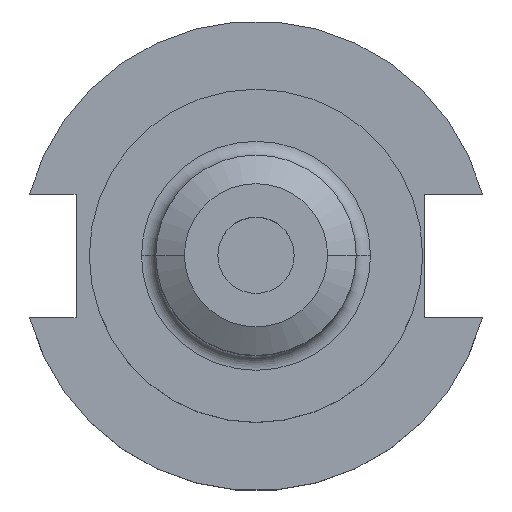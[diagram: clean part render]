
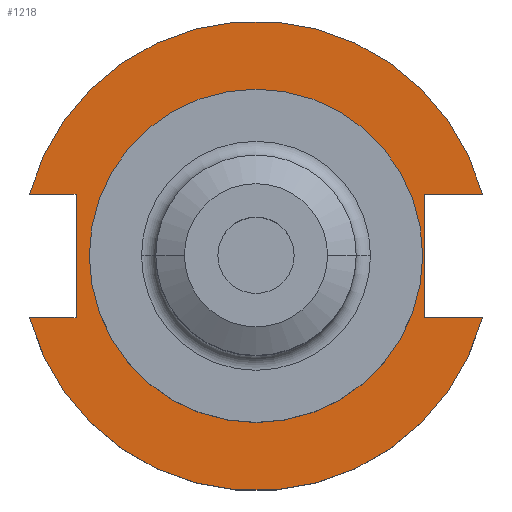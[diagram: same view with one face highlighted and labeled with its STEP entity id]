
A CAD part, top view. The second image highlights one B-rep face of the part: STEP entity #1218.
In plain terms, the highlighted planar face has unit normal (0, 0, 1).
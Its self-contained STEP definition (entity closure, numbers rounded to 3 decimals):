
#15 = ORIENTED_EDGE ( 'NONE', *, *, #1532, .F. ) ;
#36 = CIRCLE ( 'NONE', #1885, 49.212 ) ;
#37 = ORIENTED_EDGE ( 'NONE', *, *, #605, .F. ) ;
#55 = CIRCLE ( 'NONE', #1364, 49.212 ) ;
#69 = EDGE_LOOP ( 'NONE', ( #615, #1710 ) ) ;
#77 = EDGE_CURVE ( 'NONE', #1160, #112, #968, .T. ) ;
#82 = ORIENTED_EDGE ( 'NONE', *, *, #1901, .T. ) ;
#112 = VERTEX_POINT ( 'NONE', #1418 ) ;
#222 = VERTEX_POINT ( 'NONE', #1502 ) ;
#232 = CARTESIAN_POINT ( 'NONE',  ( -47.477, 12.954, 19.05 ) ) ;
#234 = CARTESIAN_POINT ( 'NONE',  ( -37.719, 12.954, 19.05 ) ) ;
#286 = FACE_BOUND ( 'NONE', #69, .T. ) ;
#294 = VECTOR ( 'NONE', #1742, 1000. ) ;
#334 = CARTESIAN_POINT ( 'NONE',  ( 0., 49.212, 19.05 ) ) ;
#336 = AXIS2_PLACEMENT_3D ( 'NONE', #334, #486, #499 ) ;
#351 = DIRECTION ( 'NONE',  ( 1., 0., 0. ) ) ;
#357 = VECTOR ( 'NONE', #1441, 1000. ) ;
#358 = CARTESIAN_POINT ( 'NONE',  ( 0., 0., 19.05 ) ) ;
#392 = VERTEX_POINT ( 'NONE', #1866 ) ;
#452 = CIRCLE ( 'NONE', #1714, 34.925 ) ;
#486 = DIRECTION ( 'NONE',  ( 0., 0., 1. ) ) ;
#497 = DIRECTION ( 'NONE',  ( -1., 0., 0. ) ) ;
#499 = DIRECTION ( 'NONE',  ( 1., 0., 0. ) ) ;
#525 = LINE ( 'NONE', #1245, #1316 ) ;
#549 = VERTEX_POINT ( 'NONE', #1691 ) ;
#551 = ORIENTED_EDGE ( 'NONE', *, *, #573, .F. ) ;
#565 = CARTESIAN_POINT ( 'NONE',  ( 35.306, 12.954, 19.05 ) ) ;
#573 = EDGE_CURVE ( 'NONE', #392, #755, #658, .T. ) ;
#605 = EDGE_CURVE ( 'NONE', #222, #1500, #525, .T. ) ;
#615 = ORIENTED_EDGE ( 'NONE', *, *, #77, .F. ) ;
#658 = LINE ( 'NONE', #1101, #1424 ) ;
#755 = VERTEX_POINT ( 'NONE', #1105 ) ;
#758 = LINE ( 'NONE', #777, #1888 ) ;
#777 = CARTESIAN_POINT ( 'NONE',  ( 35.306, 12.954, 19.05 ) ) ;
#778 = AXIS2_PLACEMENT_3D ( 'NONE', #358, #1258, #1106 ) ;
#785 = ORIENTED_EDGE ( 'NONE', *, *, #1487, .F. ) ;
#828 = VERTEX_POINT ( 'NONE', #1672 ) ;
#885 = CARTESIAN_POINT ( 'NONE',  ( -63.719, -12.954, 19.05 ) ) ;
#908 = EDGE_CURVE ( 'NONE', #112, #1160, #452, .T. ) ;
#933 = DIRECTION ( 'NONE',  ( 1., 0., 0. ) ) ;
#934 = EDGE_LOOP ( 'NONE', ( #1054, #551, #785, #1420, #82, #1713, #37, #15 ) ) ;
#957 = CARTESIAN_POINT ( 'NONE',  ( 0., 0., 19.05 ) ) ;
#968 = CIRCLE ( 'NONE', #778, 34.925 ) ;
#986 = CARTESIAN_POINT ( 'NONE',  ( 35.306, 12.954, 19.05 ) ) ;
#1001 = DIRECTION ( 'NONE',  ( 0., 0., 1. ) ) ;
#1008 = EDGE_CURVE ( 'NONE', #828, #1356, #758, .T. ) ;
#1041 = CARTESIAN_POINT ( 'NONE',  ( 34.925, 0., 19.05 ) ) ;
#1054 = ORIENTED_EDGE ( 'NONE', *, *, #1716, .T. ) ;
#1055 = DIRECTION ( 'NONE',  ( 1., 0., 0. ) ) ;
#1079 = DIRECTION ( 'NONE',  ( 0., 0., 1. ) ) ;
#1086 = DIRECTION ( 'NONE',  ( 1., 0., 0. ) ) ;
#1101 = CARTESIAN_POINT ( 'NONE',  ( 35.306, -12.954, 19.05 ) ) ;
#1105 = CARTESIAN_POINT ( 'NONE',  ( 47.477, -12.954, 19.05 ) ) ;
#1106 = DIRECTION ( 'NONE',  ( 1., 0., 0. ) ) ;
#1160 = VERTEX_POINT ( 'NONE', #1041 ) ;
#1218 = ADVANCED_FACE ( 'NONE', ( #286, #1440 ), #1823, .T. ) ;
#1245 = CARTESIAN_POINT ( 'NONE',  ( -37.719, 12.954, 19.05 ) ) ;
#1258 = DIRECTION ( 'NONE',  ( 0., 0., 1. ) ) ;
#1288 = DIRECTION ( 'NONE',  ( 0., 1., 0. ) ) ;
#1316 = VECTOR ( 'NONE', #1288, 1000. ) ;
#1356 = VERTEX_POINT ( 'NONE', #565 ) ;
#1364 = AXIS2_PLACEMENT_3D ( 'NONE', #1881, #1001, #1748 ) ;
#1378 = CARTESIAN_POINT ( 'NONE',  ( 0., 0., 19.05 ) ) ;
#1418 = CARTESIAN_POINT ( 'NONE',  ( -34.925, 0., 19.05 ) ) ;
#1420 = ORIENTED_EDGE ( 'NONE', *, *, #1008, .F. ) ;
#1424 = VECTOR ( 'NONE', #351, 1000. ) ;
#1429 = VECTOR ( 'NONE', #1055, 1000. ) ;
#1434 = CARTESIAN_POINT ( 'NONE',  ( -63.719, 12.954, 19.05 ) ) ;
#1440 = FACE_OUTER_BOUND ( 'NONE', #934, .T. ) ;
#1441 = DIRECTION ( 'NONE',  ( 0., -1., 0. ) ) ;
#1487 = EDGE_CURVE ( 'NONE', #1356, #392, #1513, .T. ) ;
#1497 = LINE ( 'NONE', #1434, #294 ) ;
#1500 = VERTEX_POINT ( 'NONE', #234 ) ;
#1502 = CARTESIAN_POINT ( 'NONE',  ( -37.719, -12.954, 19.05 ) ) ;
#1513 = LINE ( 'NONE', #986, #357 ) ;
#1532 = EDGE_CURVE ( 'NONE', #549, #222, #1856, .T. ) ;
#1672 = CARTESIAN_POINT ( 'NONE',  ( 47.477, 12.954, 19.05 ) ) ;
#1691 = CARTESIAN_POINT ( 'NONE',  ( -47.477, -12.954, 19.05 ) ) ;
#1710 = ORIENTED_EDGE ( 'NONE', *, *, #908, .F. ) ;
#1713 = ORIENTED_EDGE ( 'NONE', *, *, #1756, .F. ) ;
#1714 = AXIS2_PLACEMENT_3D ( 'NONE', #957, #1079, #1086 ) ;
#1716 = EDGE_CURVE ( 'NONE', #549, #755, #36, .T. ) ;
#1742 = DIRECTION ( 'NONE',  ( -1., 0., 0. ) ) ;
#1748 = DIRECTION ( 'NONE',  ( 1., 0., 0. ) ) ;
#1756 = EDGE_CURVE ( 'NONE', #1500, #1864, #1497, .T. ) ;
#1792 = DIRECTION ( 'NONE',  ( 0., 0., 1. ) ) ;
#1823 = PLANE ( 'NONE',  #336 ) ;
#1856 = LINE ( 'NONE', #885, #1429 ) ;
#1864 = VERTEX_POINT ( 'NONE', #232 ) ;
#1866 = CARTESIAN_POINT ( 'NONE',  ( 35.306, -12.954, 19.05 ) ) ;
#1881 = CARTESIAN_POINT ( 'NONE',  ( 0., 0., 19.05 ) ) ;
#1885 = AXIS2_PLACEMENT_3D ( 'NONE', #1378, #1792, #933 ) ;
#1888 = VECTOR ( 'NONE', #497, 1000. ) ;
#1901 = EDGE_CURVE ( 'NONE', #828, #1864, #55, .T. ) ;
